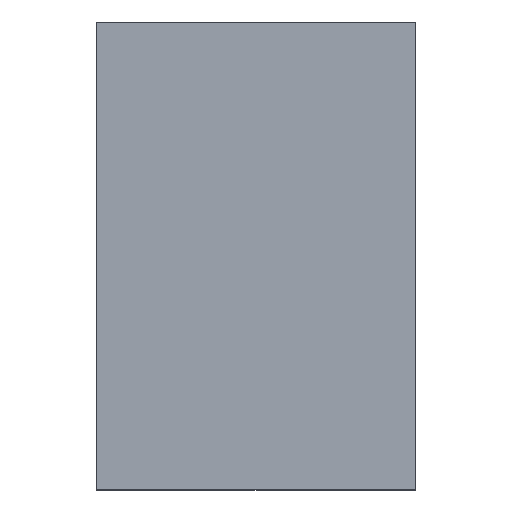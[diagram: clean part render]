
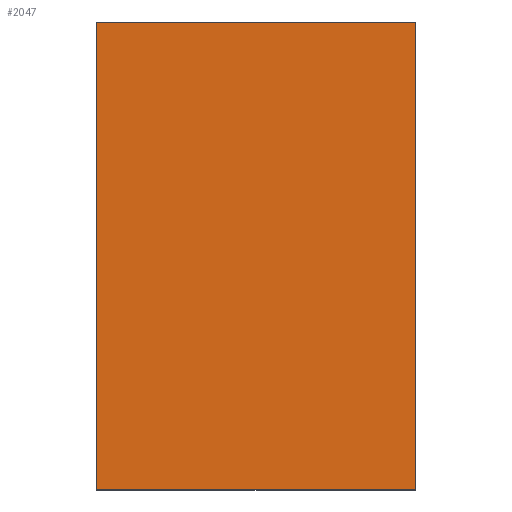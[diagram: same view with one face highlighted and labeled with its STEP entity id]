
A CAD part, left-side view. The second image highlights one B-rep face of the part: STEP entity #2047.
In plain terms, the highlighted planar face has unit normal (-1, 0, 0).
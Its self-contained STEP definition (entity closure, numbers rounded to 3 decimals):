
#1 = LINE ( 'NONE', #1570, #1389 ) ;
#78 = VECTOR ( 'NONE', #1925, 1000. ) ;
#182 = EDGE_CURVE ( 'NONE', #1001, #1089, #1, .T. ) ;
#314 = FACE_OUTER_BOUND ( 'NONE', #368, .T. ) ;
#316 = LINE ( 'NONE', #1051, #1052 ) ;
#318 = CARTESIAN_POINT ( 'NONE',  ( -1., 0., -0.625 ) ) ;
#368 = EDGE_LOOP ( 'NONE', ( #815, #1650, #624, #1751 ) ) ;
#469 = DIRECTION ( 'NONE',  ( -1., 0., 0. ) ) ;
#616 = EDGE_CURVE ( 'NONE', #1847, #1131, #1167, .T. ) ;
#624 = ORIENTED_EDGE ( 'NONE', *, *, #616, .T. ) ;
#643 = PLANE ( 'NONE',  #1452 ) ;
#809 = CARTESIAN_POINT ( 'NONE',  ( -1., 0.85, -0.625 ) ) ;
#815 = ORIENTED_EDGE ( 'NONE', *, *, #182, .F. ) ;
#935 = CARTESIAN_POINT ( 'NONE',  ( -1., 0., 0.625 ) ) ;
#986 = CARTESIAN_POINT ( 'NONE',  ( -1., 0., -0.625 ) ) ;
#1001 = VERTEX_POINT ( 'NONE', #809 ) ;
#1051 = CARTESIAN_POINT ( 'NONE',  ( -1., 0., -0.625 ) ) ;
#1052 = VECTOR ( 'NONE', #1543, 1000. ) ;
#1082 = DIRECTION ( 'NONE',  ( 0., 1., 0. ) ) ;
#1089 = VERTEX_POINT ( 'NONE', #1616 ) ;
#1131 = VERTEX_POINT ( 'NONE', #1312 ) ;
#1167 = LINE ( 'NONE', #318, #78 ) ;
#1312 = CARTESIAN_POINT ( 'NONE',  ( -1., 0., 0.625 ) ) ;
#1342 = EDGE_CURVE ( 'NONE', #1131, #1089, #1675, .T. ) ;
#1389 = VECTOR ( 'NONE', #1876, 1000. ) ;
#1452 = AXIS2_PLACEMENT_3D ( 'NONE', #986, #469, #1762 ) ;
#1479 = VECTOR ( 'NONE', #1082, 1000. ) ;
#1543 = DIRECTION ( 'NONE',  ( 0., 1., 0. ) ) ;
#1570 = CARTESIAN_POINT ( 'NONE',  ( -1., 0.85, -0.625 ) ) ;
#1613 = EDGE_CURVE ( 'NONE', #1847, #1001, #316, .T. ) ;
#1616 = CARTESIAN_POINT ( 'NONE',  ( -1., 0.85, 0.625 ) ) ;
#1638 = CARTESIAN_POINT ( 'NONE',  ( -1., 0., -0.625 ) ) ;
#1650 = ORIENTED_EDGE ( 'NONE', *, *, #1613, .F. ) ;
#1675 = LINE ( 'NONE', #935, #1479 ) ;
#1751 = ORIENTED_EDGE ( 'NONE', *, *, #1342, .T. ) ;
#1762 = DIRECTION ( 'NONE',  ( 0., 0., 1. ) ) ;
#1847 = VERTEX_POINT ( 'NONE', #1638 ) ;
#1876 = DIRECTION ( 'NONE',  ( 0., 0., 1. ) ) ;
#1925 = DIRECTION ( 'NONE',  ( 0., 0., 1. ) ) ;
#2047 = ADVANCED_FACE ( 'NONE', ( #314 ), #643, .T. ) ;
